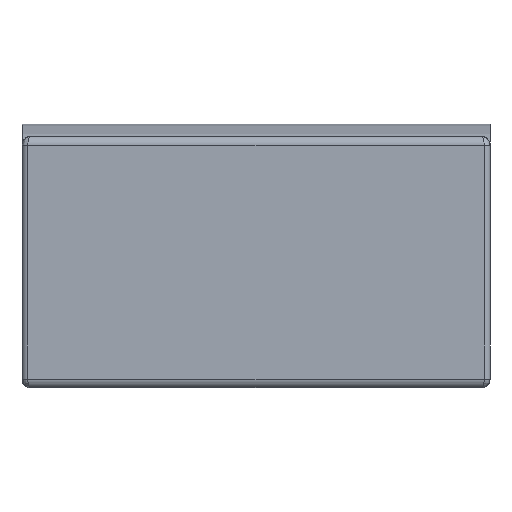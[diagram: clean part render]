
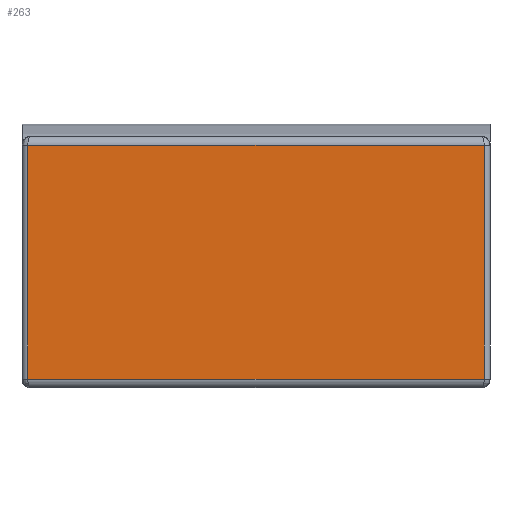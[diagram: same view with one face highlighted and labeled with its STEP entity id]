
A CAD part, front view. The second image highlights one B-rep face of the part: STEP entity #263.
In plain terms, the highlighted planar face has unit normal (0, -1, 0).
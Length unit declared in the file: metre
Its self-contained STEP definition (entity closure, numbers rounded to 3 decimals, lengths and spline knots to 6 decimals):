
#263=ADVANCED_FACE('0:400',(#466),#467,.T.);
#466=FACE_OUTER_BOUND('',#820,.T.);
#467=PLANE('',#821);
#820=EDGE_LOOP('',(#1187,#1188,#1189,#1190));
#821=AXIS2_PLACEMENT_3D('',#1191,#1192,#1193);
#1187=ORIENTED_EDGE('',*,*,#1423,.T.);
#1188=ORIENTED_EDGE('',*,*,#1405,.T.);
#1189=ORIENTED_EDGE('',*,*,#1424,.T.);
#1190=ORIENTED_EDGE('',*,*,#1425,.T.);
#1191=CARTESIAN_POINT('',(0.0,-0.00081,-0.000015));
#1192=DIRECTION('',(0.0,-1.0,0.0));
#1193=DIRECTION('',(0.0,0.0,-1.0));
#1405=EDGE_CURVE('0:475',#1610,#1617,#1619,.T.);
#1423=EDGE_CURVE('0:514',#1605,#1610,#1644,.F.);
#1424=EDGE_CURVE('0:517',#1617,#1645,#1646,.T.);
#1425=EDGE_CURVE('0:520',#1645,#1605,#1647,.T.);
#1605=VERTEX_POINT('',#1952);
#1610=VERTEX_POINT('',#1957);
#1617=VERTEX_POINT('',#1964);
#1619=LINE('',#1966,#1967);
#1644=LINE('',#2000,#2001);
#1645=VERTEX_POINT('',#2002);
#1646=LINE('',#2003,#2004);
#1647=LINE('',#2005,#2006);
#1952=CARTESIAN_POINT('',(-0.00039,-0.00081,0.0004));
#1957=CARTESIAN_POINT('',(-0.00039,-0.00081,0.0));
#1964=CARTESIAN_POINT('',(0.00039,-0.00081,0.0));
#1966=CARTESIAN_POINT('',(0.0,-0.00081,0.0));
#1967=VECTOR('',#2191,1.0);
#2000=CARTESIAN_POINT('',(-0.00039,-0.00081,-0.000015));
#2001=VECTOR('',#2212,1.0);
#2002=CARTESIAN_POINT('',(0.00039,-0.00081,0.0004));
#2003=CARTESIAN_POINT('',(0.00039,-0.00081,-0.000015));
#2004=VECTOR('',#2213,1.0);
#2005=CARTESIAN_POINT('',(0.0,-0.00081,0.0004));
#2006=VECTOR('',#2214,1.0);
#2191=DIRECTION('',(1.0,0.0,0.0));
#2212=DIRECTION('',(0.0,0.0,1.0));
#2213=DIRECTION('',(0.0,0.0,1.0));
#2214=DIRECTION('',(-1.0,0.0,0.0));
